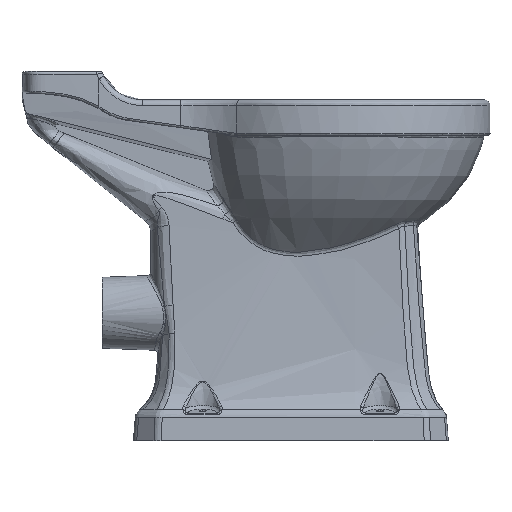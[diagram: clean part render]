
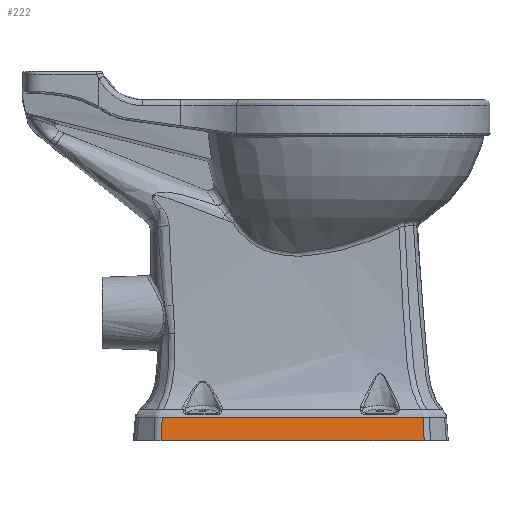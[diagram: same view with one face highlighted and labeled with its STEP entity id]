
A CAD part, left-side view. The second image highlights one B-rep face of the part: STEP entity #222.
In plain terms, the highlighted free-form (B-spline) face has degree [1, 1] with [2, 2] control points.
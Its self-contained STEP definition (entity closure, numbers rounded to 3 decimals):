
#222=ADVANCED_FACE('',(#525),#4759,.T.);
#525=FACE_OUTER_BOUND('',#840,.T.);
#840=EDGE_LOOP('',(#1922,#1923,#1924,#1925));
#1922=ORIENTED_EDGE('',*,*,#3066,.F.);
#1923=ORIENTED_EDGE('',*,*,#3086,.T.);
#1924=ORIENTED_EDGE('',*,*,#2611,.F.);
#1925=ORIENTED_EDGE('',*,*,#3079,.F.);
#2611=EDGE_CURVE('',#4124,#4108,#3794,.T.);
#3066=EDGE_CURVE('',#4403,#4416,#3948,.T.);
#3079=EDGE_CURVE('',#4416,#4124,#3605,.T.);
#3086=EDGE_CURVE('',#4403,#4108,#3611,.T.);
#3605=(
BOUNDED_CURVE()
B_SPLINE_CURVE(1,(#69430,#69431),.UNSPECIFIED.,.F.,.F.)
B_SPLINE_CURVE_WITH_KNOTS((2,2),(0.188,31.421),
 .UNSPECIFIED.)
CURVE()
GEOMETRIC_REPRESENTATION_ITEM()
RATIONAL_B_SPLINE_CURVE((1.,1.))
REPRESENTATION_ITEM('')
);
#3611=(
BOUNDED_CURVE()
B_SPLINE_CURVE(3,(#69451,#69452,#69453,#69454,#69455,#69456,#69457),
 .UNSPECIFIED.,.F.,.F.)
B_SPLINE_CURVE_WITH_KNOTS((4,3,4),(1.99,1.99,31.452),
 .UNSPECIFIED.)
CURVE()
GEOMETRIC_REPRESENTATION_ITEM()
RATIONAL_B_SPLINE_CURVE((1.,1.,1.,1.,1.,1.,1.))
REPRESENTATION_ITEM('')
);
#3794=B_SPLINE_CURVE_WITH_KNOTS('',3,(#59100,#59101,#59102,#59103,#59104,
#59105,#59106,#59107,#59108,#59109,#59110,#59111,#59112,#59113,#59114,#59115,
#59116,#59117,#59118,#59119,#59120,#59121,#59122,#59123,#59124,#59125),
 .UNSPECIFIED.,.F.,.F.,(4,2,2,2,2,2,1,1,1,1,1,1,2,2,2,4),(636.014,
636.232,636.412,636.593,636.774,636.954,
637.316,637.677,638.038,996.03,996.799,
997.567,998.336,999.105,999.489,999.504),
 .UNSPECIFIED.);
#3948=B_SPLINE_CURVE_WITH_KNOTS('',1,(#69372,#69373),.UNSPECIFIED.,.F.,
 .F.,(2,2),(-1264.728,-900.947),.UNSPECIFIED.);
#4108=VERTEX_POINT('',#55055);
#4124=VERTEX_POINT('',#55071);
#4403=VERTEX_POINT('',#55350);
#4416=VERTEX_POINT('',#55363);
#4759=B_SPLINE_SURFACE_WITH_KNOTS('',1,1,((#39596,#39597),(#39598,#39599)),
 .UNSPECIFIED.,.F.,.F.,.F.,(2,2),(2,2),(0.,38.148),(888.576,
1271.776),.UNSPECIFIED.);
#39596=CARTESIAN_POINT('',(-96.507,-182.328,38.));
#39597=CARTESIAN_POINT('',(-96.507,-569.316,38.));
#39598=CARTESIAN_POINT('',(-99.507,-180.818,0.));
#39599=CARTESIAN_POINT('',(-99.507,-570.826,0.));
#55055=CARTESIAN_POINT('',(-96.902,-562.356,33.));
#55071=CARTESIAN_POINT('',(-96.902,-194.462,33.));
#55350=CARTESIAN_POINT('',(-99.507,-563.653,0.));
#55363=CARTESIAN_POINT('',(-99.507,-193.408,0.));
#59100=CARTESIAN_POINT('',(-96.902,-194.462,33.));
#59101=CARTESIAN_POINT('',(-96.902,-194.546,33.));
#59102=CARTESIAN_POINT('',(-96.902,-194.63,33.));
#59103=CARTESIAN_POINT('',(-96.902,-194.784,33.));
#59104=CARTESIAN_POINT('',(-96.902,-194.854,33.));
#59105=CARTESIAN_POINT('',(-96.902,-194.994,33.));
#59106=CARTESIAN_POINT('',(-96.902,-195.064,33.));
#59107=CARTESIAN_POINT('',(-96.902,-195.204,33.));
#59108=CARTESIAN_POINT('',(-96.902,-195.274,33.));
#59109=CARTESIAN_POINT('',(-96.902,-195.414,33.));
#59110=CARTESIAN_POINT('',(-96.902,-195.484,33.));
#59111=CARTESIAN_POINT('',(-96.902,-195.695,33.));
#59112=CARTESIAN_POINT('',(-96.902,-195.97,33.));
#59113=CARTESIAN_POINT('',(-96.902,-196.405,33.));
#59114=CARTESIAN_POINT('',(-96.902,-317.127,33.));
#59115=CARTESIAN_POINT('',(-96.902,-438.069,33.));
#59116=CARTESIAN_POINT('',(-96.902,-559.032,33.));
#59117=CARTESIAN_POINT('',(-96.902,-560.011,33.));
#59118=CARTESIAN_POINT('',(-96.902,-560.623,33.));
#59119=CARTESIAN_POINT('',(-96.902,-561.248,33.));
#59120=CARTESIAN_POINT('',(-96.902,-561.559,33.));
#59121=CARTESIAN_POINT('',(-96.902,-562.027,33.));
#59122=CARTESIAN_POINT('',(-96.902,-562.182,33.));
#59123=CARTESIAN_POINT('',(-96.902,-562.344,33.));
#59124=CARTESIAN_POINT('',(-96.902,-562.35,33.));
#59125=CARTESIAN_POINT('',(-96.902,-562.356,33.));
#69372=CARTESIAN_POINT('',(-99.507,-563.653,0.));
#69373=CARTESIAN_POINT('',(-99.507,-193.408,0.));
#69430=CARTESIAN_POINT('',(-99.507,-193.408,0.));
#69431=CARTESIAN_POINT('',(-96.902,-194.462,33.));
#69451=CARTESIAN_POINT('',(-99.507,-563.653,0.));
#69452=CARTESIAN_POINT('',(-99.507,-563.653,0.));
#69453=CARTESIAN_POINT('',(-99.507,-563.653,0.001));
#69454=CARTESIAN_POINT('',(-99.507,-563.653,0.001));
#69455=CARTESIAN_POINT('',(-98.639,-563.221,11.001));
#69456=CARTESIAN_POINT('',(-97.77,-562.788,22.));
#69457=CARTESIAN_POINT('',(-96.902,-562.356,33.));
